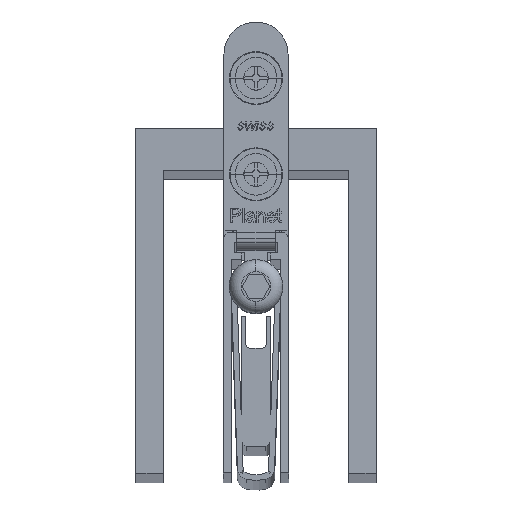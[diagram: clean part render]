
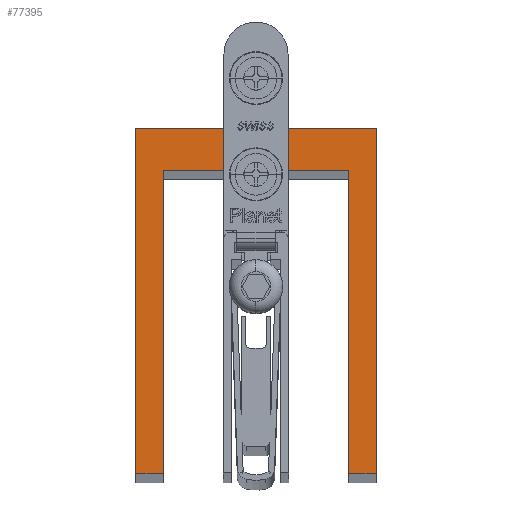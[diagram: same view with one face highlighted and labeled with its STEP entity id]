
A CAD part, top view. The second image highlights one B-rep face of the part: STEP entity #77395.
In plain terms, the highlighted planar face has unit normal (0, 0, 1).
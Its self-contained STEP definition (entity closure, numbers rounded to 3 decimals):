
#455 = EDGE_CURVE ( 'NONE', #5252, #67914, #81467, .T. ) ;
#628 = DIRECTION ( 'NONE',  ( 0., -1., 0. ) ) ;
#1275 = DIRECTION ( 'NONE',  ( 0., 1., 0. ) ) ;
#5252 = VERTEX_POINT ( 'NONE', #83333 ) ;
#5372 = DIRECTION ( 'NONE',  ( -1., 0., 0. ) ) ;
#5993 = CARTESIAN_POINT ( 'NONE',  ( 15., 43., 662. ) ) ;
#7002 = CARTESIAN_POINT ( 'NONE',  ( 11.55, 37.8, 662. ) ) ;
#7017 = ORIENTED_EDGE ( 'NONE', *, *, #94976, .T. ) ;
#9552 = VERTEX_POINT ( 'NONE', #100694 ) ;
#11998 = LINE ( 'NONE', #18970, #83024 ) ;
#14091 = LINE ( 'NONE', #5993, #83128 ) ;
#16272 = PLANE ( 'NONE',  #89817 ) ;
#16541 = EDGE_CURVE ( 'NONE', #67914, #24331, #27187, .T. ) ;
#18970 = CARTESIAN_POINT ( 'NONE',  ( -15., 43., 662. ) ) ;
#22185 = VERTEX_POINT ( 'NONE', #72413 ) ;
#22198 = DIRECTION ( 'NONE',  ( 0., 1., 0. ) ) ;
#22498 = CARTESIAN_POINT ( 'NONE',  ( -15., 0., 662. ) ) ;
#23854 = LINE ( 'NONE', #41747, #64914 ) ;
#24331 = VERTEX_POINT ( 'NONE', #100418 ) ;
#27187 = LINE ( 'NONE', #7002, #58948 ) ;
#28688 = ORIENTED_EDGE ( 'NONE', *, *, #63556, .T. ) ;
#29003 = CARTESIAN_POINT ( 'NONE',  ( -11.55, 37.8, 662. ) ) ;
#29602 = EDGE_CURVE ( 'NONE', #94594, #5252, #106427, .T. ) ;
#30801 = VECTOR ( 'NONE', #1275, 1000. ) ;
#32662 = VERTEX_POINT ( 'NONE', #103973 ) ;
#33379 = CARTESIAN_POINT ( 'NONE',  ( 11.55, 0., 662. ) ) ;
#33858 = CARTESIAN_POINT ( 'NONE',  ( -11.55, 0., 662. ) ) ;
#41674 = DIRECTION ( 'NONE',  ( 0., 0., 1. ) ) ;
#41747 = CARTESIAN_POINT ( 'NONE',  ( -15., 43., 662. ) ) ;
#45063 = CARTESIAN_POINT ( 'NONE',  ( -11.55, 37.8, 662. ) ) ;
#45627 = DIRECTION ( 'NONE',  ( 1., 0., 0. ) ) ;
#45945 = VECTOR ( 'NONE', #45627, 1000. ) ;
#51495 = CARTESIAN_POINT ( 'NONE',  ( 0., 0., 662. ) ) ;
#51939 = VECTOR ( 'NONE', #86502, 1000. ) ;
#53192 = EDGE_CURVE ( 'NONE', #32662, #9552, #23854, .T. ) ;
#53686 = ORIENTED_EDGE ( 'NONE', *, *, #53192, .T. ) ;
#58948 = VECTOR ( 'NONE', #628, 1000. ) ;
#59924 = EDGE_CURVE ( 'NONE', #22185, #32662, #14091, .T. ) ;
#63556 = EDGE_CURVE ( 'NONE', #24331, #22185, #112527, .T. ) ;
#64914 = VECTOR ( 'NONE', #5372, 1000. ) ;
#67369 = CARTESIAN_POINT ( 'NONE',  ( 11.55, 37.8, 662. ) ) ;
#67914 = VERTEX_POINT ( 'NONE', #67369 ) ;
#71080 = ORIENTED_EDGE ( 'NONE', *, *, #16541, .T. ) ;
#72413 = CARTESIAN_POINT ( 'NONE',  ( 15., 0., 662. ) ) ;
#77395 = ADVANCED_FACE ( 'NONE', ( #78083 ), #16272, .T. ) ;
#78083 = FACE_OUTER_BOUND ( 'NONE', #81629, .T. ) ;
#81467 = LINE ( 'NONE', #45063, #45945 ) ;
#81629 = EDGE_LOOP ( 'NONE', ( #7017, #89833, #100067, #112401, #71080, #28688, #83535, #53686 ) ) ;
#82462 = DIRECTION ( 'NONE',  ( 0., -1., 0. ) ) ;
#83024 = VECTOR ( 'NONE', #82462, 1000. ) ;
#83128 = VECTOR ( 'NONE', #22198, 1000. ) ;
#83333 = CARTESIAN_POINT ( 'NONE',  ( -11.55, 37.8, 662. ) ) ;
#83535 = ORIENTED_EDGE ( 'NONE', *, *, #59924, .T. ) ;
#86502 = DIRECTION ( 'NONE',  ( 1., 0., 0. ) ) ;
#89817 = AXIS2_PLACEMENT_3D ( 'NONE', #51495, #41674, #113326 ) ;
#89833 = ORIENTED_EDGE ( 'NONE', *, *, #108743, .T. ) ;
#92405 = DIRECTION ( 'NONE',  ( 1., 0., 0. ) ) ;
#94594 = VERTEX_POINT ( 'NONE', #33858 ) ;
#94754 = VERTEX_POINT ( 'NONE', #102463 ) ;
#94976 = EDGE_CURVE ( 'NONE', #9552, #94754, #11998, .T. ) ;
#98354 = VECTOR ( 'NONE', #92405, 1000. ) ;
#100067 = ORIENTED_EDGE ( 'NONE', *, *, #29602, .T. ) ;
#100418 = CARTESIAN_POINT ( 'NONE',  ( 11.55, 0., 662. ) ) ;
#100694 = CARTESIAN_POINT ( 'NONE',  ( -15., 43., 662. ) ) ;
#102463 = CARTESIAN_POINT ( 'NONE',  ( -15., 0., 662. ) ) ;
#103973 = CARTESIAN_POINT ( 'NONE',  ( 15., 43., 662. ) ) ;
#106427 = LINE ( 'NONE', #29003, #30801 ) ;
#108743 = EDGE_CURVE ( 'NONE', #94754, #94594, #109176, .T. ) ;
#109176 = LINE ( 'NONE', #22498, #98354 ) ;
#112401 = ORIENTED_EDGE ( 'NONE', *, *, #455, .T. ) ;
#112527 = LINE ( 'NONE', #33379, #51939 ) ;
#113326 = DIRECTION ( 'NONE',  ( 1., 0., 0. ) ) ;
